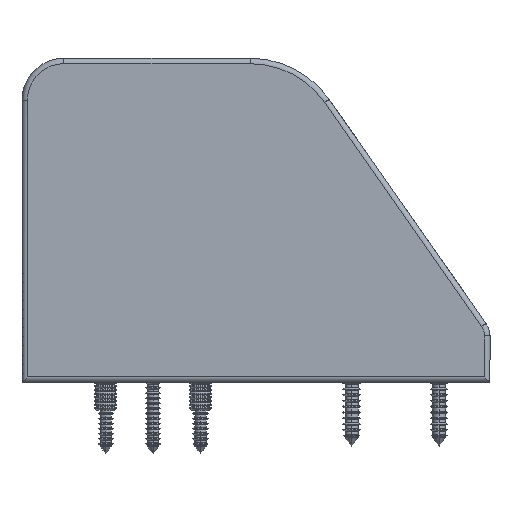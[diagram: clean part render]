
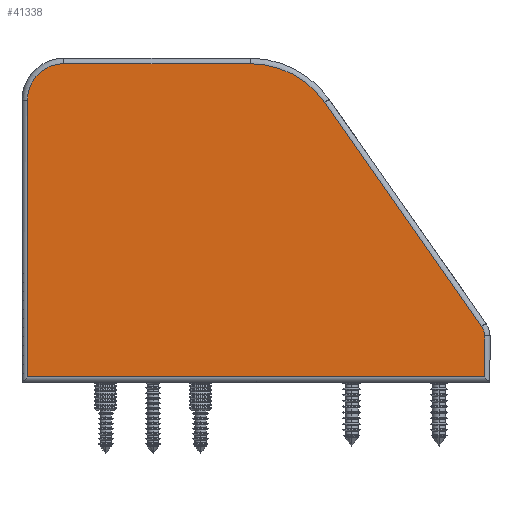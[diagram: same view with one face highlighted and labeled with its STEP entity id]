
A CAD part, left-side view. The second image highlights one B-rep face of the part: STEP entity #41338.
In plain terms, the highlighted planar face has unit normal (-1, 0, 0).
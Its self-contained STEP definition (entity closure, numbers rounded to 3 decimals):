
#1219 = VERTEX_POINT ( 'NONE', #44865 ) ;
#2236 = VERTEX_POINT ( 'NONE', #79042 ) ;
#6608 = ORIENTED_EDGE ( 'NONE', *, *, #16202, .T. ) ;
#6897 = DIRECTION ( 'NONE',  ( 0., 0.574, 0.819 ) ) ;
#7515 = CARTESIAN_POINT ( 'NONE',  ( -133., 24.5, 70.3 ) ) ;
#8971 = EDGE_CURVE ( 'NONE', #52845, #51155, #89690, .T. ) ;
#11132 = DIRECTION ( 'NONE',  ( -1., 0., 0. ) ) ;
#11215 = LINE ( 'NONE', #72302, #39054 ) ;
#11470 = ORIENTED_EDGE ( 'NONE', *, *, #58816, .T. ) ;
#11522 = EDGE_CURVE ( 'NONE', #22008, #2236, #60928, .T. ) ;
#12502 = LINE ( 'NONE', #64150, #69104 ) ;
#13222 = DIRECTION ( 'NONE',  ( 0., 0., 1. ) ) ;
#16202 = EDGE_CURVE ( 'NONE', #51155, #22008, #89636, .T. ) ;
#20580 = VERTEX_POINT ( 'NONE', #108841 ) ;
#21356 = CIRCLE ( 'NONE', #23201, 4.5 ) ;
#22008 = VERTEX_POINT ( 'NONE', #85247 ) ;
#23201 = AXIS2_PLACEMENT_3D ( 'NONE', #86675, #11132, #52260 ) ;
#23727 = ORIENTED_EDGE ( 'NONE', *, *, #11522, .T. ) ;
#26034 = DIRECTION ( 'NONE',  ( 0., 0., 1. ) ) ;
#27228 = DIRECTION ( 'NONE',  ( 0., 0., -1. ) ) ;
#28020 = VECTOR ( 'NONE', #28695, 1000. ) ;
#28223 = DIRECTION ( 'NONE',  ( -1., 0., 0. ) ) ;
#28695 = DIRECTION ( 'NONE',  ( 0., 1., 0. ) ) ;
#31486 = CARTESIAN_POINT ( 'NONE',  ( -133., -91., -5.7 ) ) ;
#36598 = VECTOR ( 'NONE', #6897, 1000. ) ;
#39054 = VECTOR ( 'NONE', #46723, 1000. ) ;
#39889 = CARTESIAN_POINT ( 'NONE',  ( -133., -90.186, 8.131 ) ) ;
#40144 = ORIENTED_EDGE ( 'NONE', *, *, #50026, .T. ) ;
#41338 = ADVANCED_FACE ( 'NONE', ( #98800 ), #47626, .T. ) ;
#43498 = CARTESIAN_POINT ( 'NONE',  ( -133., 34.5, -5.7 ) ) ;
#44393 = CARTESIAN_POINT ( 'NONE',  ( -133., 34.5, -7.2 ) ) ;
#44865 = CARTESIAN_POINT ( 'NONE',  ( -133., 34.5, 70.3 ) ) ;
#45406 = ORIENTED_EDGE ( 'NONE', *, *, #73487, .T. ) ;
#45568 = ORIENTED_EDGE ( 'NONE', *, *, #109316, .T. ) ;
#45745 = CIRCLE ( 'NONE', #99148, 10. ) ;
#46723 = DIRECTION ( 'NONE',  ( 0., -1., 0. ) ) ;
#47626 = PLANE ( 'NONE',  #106375 ) ;
#50026 = EDGE_CURVE ( 'NONE', #85524, #20580, #12502, .T. ) ;
#50609 = EDGE_CURVE ( 'NONE', #20580, #52845, #21356, .T. ) ;
#51155 = VERTEX_POINT ( 'NONE', #66483 ) ;
#52260 = DIRECTION ( 'NONE',  ( 0., 0., 1. ) ) ;
#52845 = VERTEX_POINT ( 'NONE', #39889 ) ;
#57177 = ORIENTED_EDGE ( 'NONE', *, *, #8971, .T. ) ;
#58816 = EDGE_CURVE ( 'NONE', #1219, #73683, #77763, .T. ) ;
#60928 = LINE ( 'NONE', #95371, #28020 ) ;
#64150 = CARTESIAN_POINT ( 'NONE',  ( -133., -91., 5.55 ) ) ;
#66483 = CARTESIAN_POINT ( 'NONE',  ( -133., -47.118, 69.639 ) ) ;
#66900 = DIRECTION ( 'NONE',  ( 0., 0., 1. ) ) ;
#69104 = VECTOR ( 'NONE', #108106, 1000. ) ;
#72302 = CARTESIAN_POINT ( 'NONE',  ( -133., -92.5, -5.7 ) ) ;
#72647 = CARTESIAN_POINT ( 'NONE',  ( -133., 24.5, 70.3 ) ) ;
#73487 = EDGE_CURVE ( 'NONE', #2236, #1219, #45745, .T. ) ;
#73683 = VERTEX_POINT ( 'NONE', #43498 ) ;
#75674 = EDGE_LOOP ( 'NONE', ( #11470, #45568, #40144, #93098, #57177, #6608, #23727, #45406 ) ) ;
#77763 = LINE ( 'NONE', #44393, #91535 ) ;
#79042 = CARTESIAN_POINT ( 'NONE',  ( -133., 24.5, 80.3 ) ) ;
#82579 = AXIS2_PLACEMENT_3D ( 'NONE', #102212, #28223, #26034 ) ;
#85247 = CARTESIAN_POINT ( 'NONE',  ( -133., -26.639, 80.3 ) ) ;
#85524 = VERTEX_POINT ( 'NONE', #31486 ) ;
#86675 = CARTESIAN_POINT ( 'NONE',  ( -133., -86.5, 5.55 ) ) ;
#89636 = CIRCLE ( 'NONE', #82579, 25. ) ;
#89690 = LINE ( 'NONE', #98634, #36598 ) ;
#91535 = VECTOR ( 'NONE', #27228, 1000. ) ;
#93098 = ORIENTED_EDGE ( 'NONE', *, *, #50609, .T. ) ;
#95371 = CARTESIAN_POINT ( 'NONE',  ( -133., 24.5, 80.3 ) ) ;
#98634 = CARTESIAN_POINT ( 'NONE',  ( -133., -47.118, 69.639 ) ) ;
#98800 = FACE_OUTER_BOUND ( 'NONE', #75674, .T. ) ;
#99148 = AXIS2_PLACEMENT_3D ( 'NONE', #7515, #107612, #66900 ) ;
#102212 = CARTESIAN_POINT ( 'NONE',  ( -133., -26.639, 55.3 ) ) ;
#106375 = AXIS2_PLACEMENT_3D ( 'NONE', #72647, #106605, #13222 ) ;
#106605 = DIRECTION ( 'NONE',  ( -1., 0., 0. ) ) ;
#107612 = DIRECTION ( 'NONE',  ( -1., 0., 0. ) ) ;
#108106 = DIRECTION ( 'NONE',  ( 0., 0., 1. ) ) ;
#108841 = CARTESIAN_POINT ( 'NONE',  ( -133., -91., 5.55 ) ) ;
#109316 = EDGE_CURVE ( 'NONE', #73683, #85524, #11215, .T. ) ;
